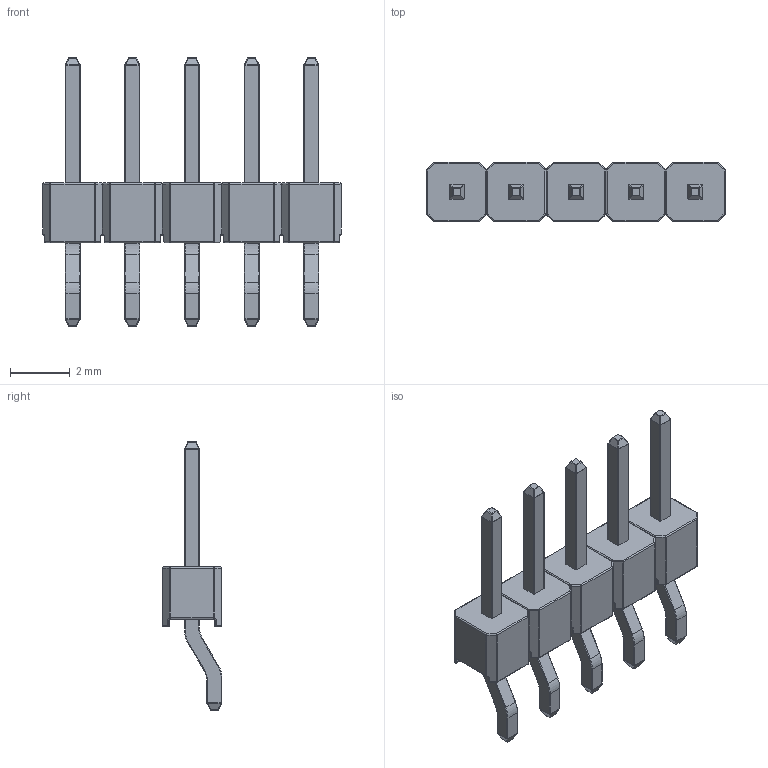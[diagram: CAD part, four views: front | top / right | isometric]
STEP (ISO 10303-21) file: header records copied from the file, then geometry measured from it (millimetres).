
FILE_DESCRIPTION (( 'STEP AP214' ), '1' );
FILE_NAME ('M22-5330505.STEP', '2017-12-21T21:54:25', ( '' ), ( '' ), 'SwSTEP 2.0', 'SolidWorks 2014', '' );
FILE_SCHEMA (( 'AUTOMOTIVE_DESIGN' ));
Length unit declared in the file: millimetre
Products named in the file (2): M22-5330505; M22 533 gold
Assembly tree (5 placements, depth 2):
  M22-5330505
    M22 533 gold  x5
Bounding box: 10 x 2 x 9.01 mm (x, y, z)
Volume: 44 mm3; surface area: 184.4 mm2
Topology: 10 solids, 10 shells, 865 faces, 1890 edges, 950 vertices
Faces by surface type: cylinder 390, sphere 210, plane 185, torus 60, bspline 20
Entity records: 5907 total; most frequent: DIRECTION 892, CARTESIAN_POINT 821, ORIENTED_EDGE 716, AXIS2_PLACEMENT_3D 365, EDGE_CURVE 358, VERTEX_POINT 190, CIRCLE 188, EDGE_LOOP 174
